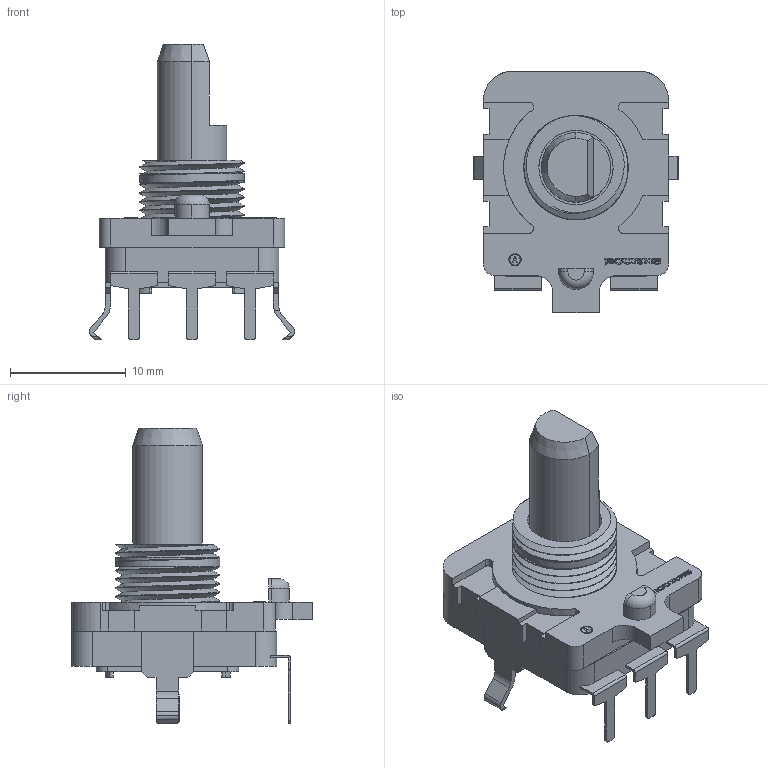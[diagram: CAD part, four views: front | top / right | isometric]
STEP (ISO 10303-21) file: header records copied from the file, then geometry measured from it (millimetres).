
FILE_DESCRIPTION (( 'STEP AP214' ), '1' );
FILE_NAME ('PEC16-4015F-N0024.STEP', '2024-07-06T06:57:49', ( '' ), ( '' ), 'SwSTEP 2.0', 'SolidWorks 2016', '' );
FILE_SCHEMA (( 'AUTOMOTIVE_DESIGN' ));
Length unit declared in the file: millimetre
Products named in the file (7): Bourns Logo; PEC16-4X20F-SXXXX; 3; 2; 1; PEC16-4015F-N0024
Assembly tree (6 placements, depth 3):
  PEC16-4015F-N0024
    1
      1
      2
      3
      PEC16-4X20F-SXXXX
      Bourns Logo
Bounding box: 17.7 x 20.8 x 25.5 mm (x, y, z)
Volume: 1140.5 mm3; surface area: 2802.7 mm2
Topology: 11 solids, 15 shells, 507 faces, 1393 edges, 922 vertices
Faces by surface type: plane 279, bspline 130, cylinder 92, cone 5, torus 1
Entity records: 27669 total; most frequent: CARTESIAN_POINT 9914, ORIENTED_EDGE 2758, DIRECTION 1916, EDGE_CURVE 1384, VERTEX_POINT 919, LINE 904, VECTOR 904, EDGE_LOOP 532
